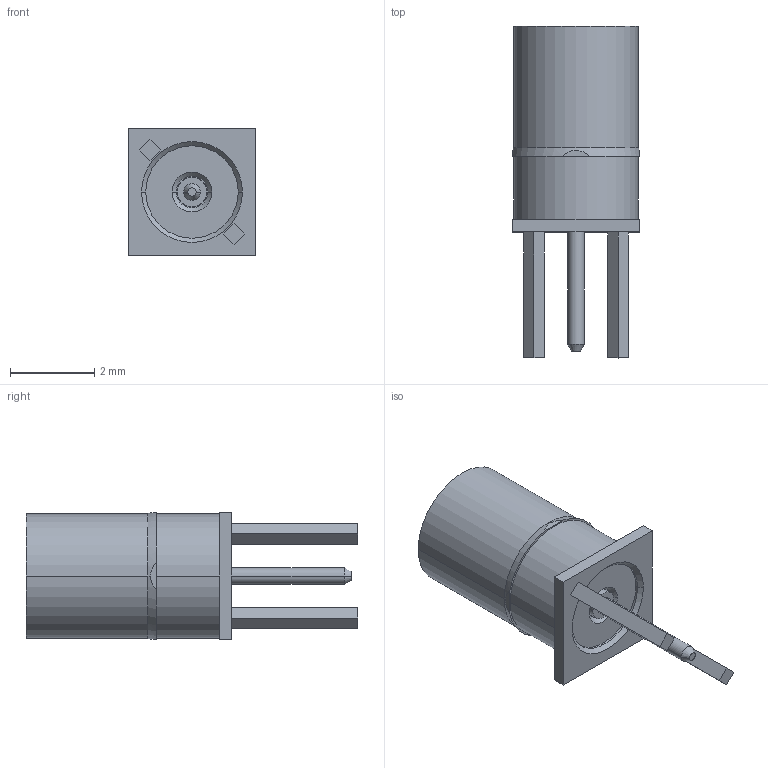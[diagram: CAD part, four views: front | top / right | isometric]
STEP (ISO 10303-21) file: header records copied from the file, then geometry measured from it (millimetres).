
FILE_DESCRIPTION((''),'2;1');
FILE_NAME('M80-301_ASM','2012-01-16T',('wbourne'),(''),'PRO/ENGINEER BY PARAMETRIC TECHNOLOGY CORPORATION, 2010280','PRO/ENGINEER BY PARAMETRIC TECHNOLOGY CORPORATION, 2010280','');
FILE_SCHEMA(('CONFIG_CONTROL_DESIGN','SHAPE_APPEARANCE_LAYERS_GROUPS'));
Length unit declared in the file: millimetre
Products named in the file (4): M80-341; M80-3730087; M80-391; M80-301_ASM
Assembly tree (3 placements, depth 2):
  M80-301_ASM
    M80-341
    M80-3730087
    M80-391
Bounding box: 3 x 7.9 x 3 mm (x, y, z)
Volume: 21.1 mm3; surface area: 161.1 mm2
Topology: 3 solids, 3 shells, 110 faces, 238 edges, 143 vertices
Faces by surface type: plane 40, cylinder 38, cone 26, torus 6
Entity records: 3868 total; most frequent: DIRECTION 572, CARTESIAN_POINT 560, ORIENTED_EDGE 472, PRESENTATION_STYLE_ASSIGNMENT 239, STYLED_ITEM 239, CURVE_STYLE 236, EDGE_CURVE 236, AXIS2_PLACEMENT_3D 229
